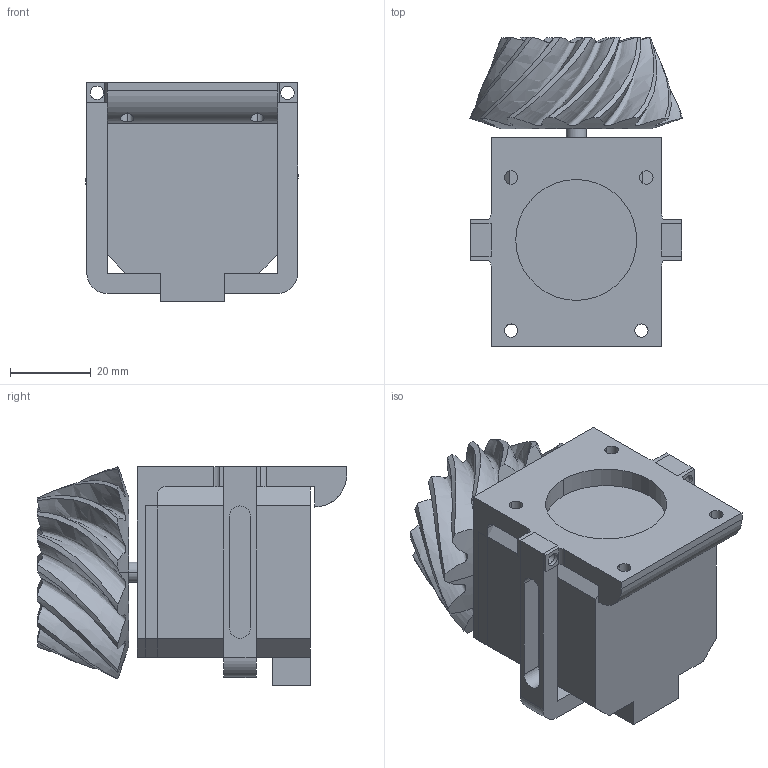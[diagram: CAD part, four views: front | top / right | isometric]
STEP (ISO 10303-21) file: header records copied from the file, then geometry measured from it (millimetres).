
FILE_DESCRIPTION((''),'2;1');
FILE_NAME('MOTOR_PIVOT_ATTACH_BEVEL_ASM','2020-12-29T20:04:06',('TINH LE'),(''),'CREO PARAMETRIC BY PTC INC, 2020154','CREO PARAMETRIC BY PTC INC, 2020154','');
FILE_SCHEMA(('CONFIG_CONTROL_DESIGN'));
Length unit declared in the file: millimetre
Products named in the file (5): PIVOT_MOTOR_ATTACH; NEMA_17_STEPPER_MOTOR_; SMALL_BEVEL_GEAR; PIVOT_MOTOR_HOOK; MOTOR_PIVOT_ATTACH_BEVEL_ASM
Assembly tree (4 placements, depth 2):
  MOTOR_PIVOT_ATTACH_BEVEL_ASM
    PIVOT_MOTOR_ATTACH
    NEMA_17_STEPPER_MOTOR_
    SMALL_BEVEL_GEAR
    PIVOT_MOTOR_HOOK
Bounding box: 52.81 x 76.8 x 54.37 mm (x, y, z)
Volume: 120023.2 mm3; surface area: 32350.9 mm2
Topology: 4 solids, 4 shells, 164 faces, 485 edges, 336 vertices
Faces by surface type: plane 69, cylinder 61, cone 19, bspline 15
Entity records: 16459 total; most frequent: CARTESIAN_POINT 11934, ORIENTED_EDGE 970, DIRECTION 849, EDGE_CURVE 485, VERTEX_POINT 336, AXIS2_PLACEMENT_3D 312, VECTOR 225, LINE 225
